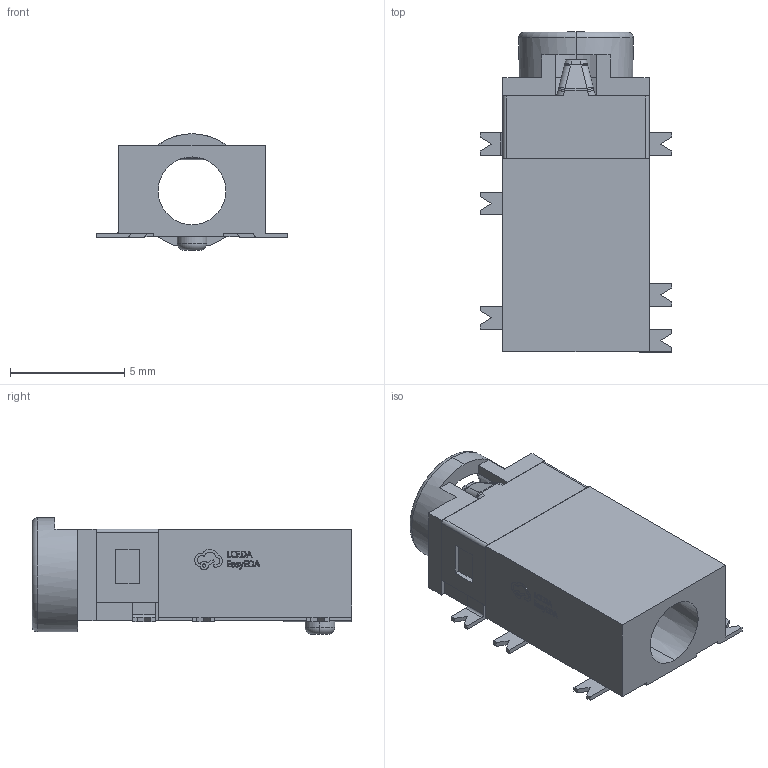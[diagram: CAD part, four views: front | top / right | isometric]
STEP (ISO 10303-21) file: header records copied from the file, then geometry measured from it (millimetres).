
FILE_DESCRIPTION(('FreeCAD Model'),'2;1');
FILE_NAME('Open CASCADE Shape Model','2024-04-10T13:29:41',(''),(''), 'Open CASCADE STEP processor 7.6','FreeCAD','Unknown');
FILE_SCHEMA(('AUTOMOTIVE_DESIGN { 1 0 10303 214 1 1 1 1 }'));
Length unit declared in the file: millimetre
Products named in the file (6): AUDIO1; AUDIO-SMD_PJ-316A-6A; COMPOUND004; COMPOUND001; COMPOUND002; COMPOUND003
Assembly tree (5 placements, depth 4):
  AUDIO1
    AUDIO-SMD_PJ-316A-6A
      COMPOUND004
        COMPOUND001
        COMPOUND002
        COMPOUND003
Bounding box: 8.4 x 14 x 5.1 mm (x, y, z)
Volume: 220 mm3; surface area: 555.5 mm2
Topology: 3 solids, 3 shells, 377 faces, 1022 edges, 665 vertices
Faces by surface type: plane 232, bspline 112, cylinder 25, torus 6, cone 2
Entity records: 13234 total; most frequent: CARTESIAN_POINT 3708, ORIENTED_EDGE 2036, DIRECTION 1394, EDGE_CURVE 1018, LINE 724, VECTOR 724, VERTEX_POINT 665, FACE_BOUND 403
